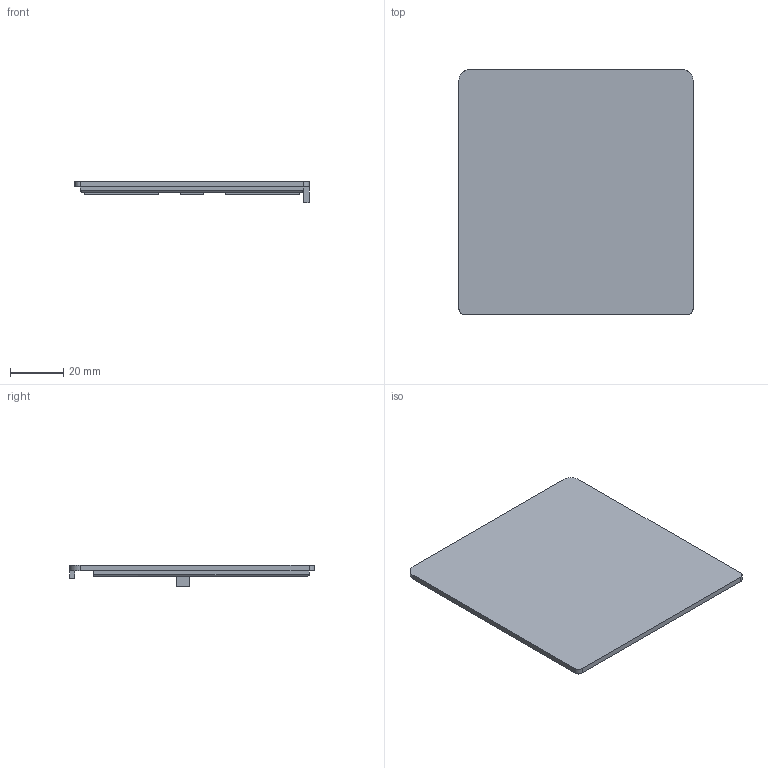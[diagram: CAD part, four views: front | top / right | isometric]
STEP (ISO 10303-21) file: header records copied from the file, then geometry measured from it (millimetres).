
FILE_DESCRIPTION (( 'STEP AP203' ), '1' );
FILE_NAME ('Bottom.STEP', '2014-09-27T11:14:28', ( '' ), ( '' ), 'SwSTEP 2.0', 'SolidWorks 2012', '' );
FILE_SCHEMA (( 'CONFIG_CONTROL_DESIGN' ));
Length unit declared in the file: millimetre
Products named in the file (1): Bottom
Bounding box: 88 x 92 x 8 mm (x, y, z)
Volume: 18051.2 mm3; surface area: 18294.3 mm2
Topology: 1 solids, 1 shells, 42 faces, 116 edges, 76 vertices
Faces by surface type: plane 34, cylinder 8
Entity records: 1399 total; most frequent: CARTESIAN_POINT 241, ORIENTED_EDGE 232, DIRECTION 214, EDGE_CURVE 116, VECTOR 100, LINE 100, VERTEX_POINT 76, AXIS2_PLACEMENT_3D 57
